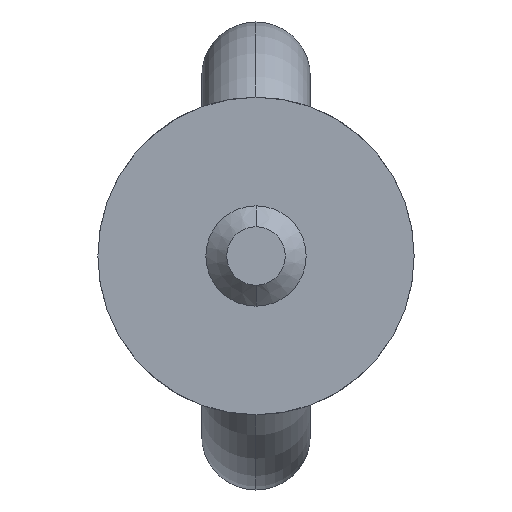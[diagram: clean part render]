
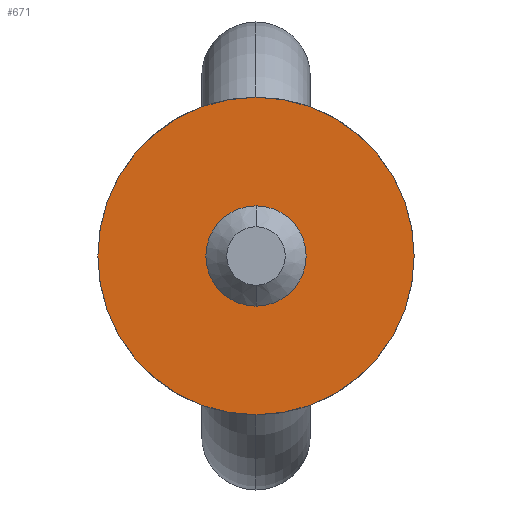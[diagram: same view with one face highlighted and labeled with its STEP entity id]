
A CAD part, front view. The second image highlights one B-rep face of the part: STEP entity #671.
In plain terms, the highlighted planar face has unit normal (0, -1, 0).
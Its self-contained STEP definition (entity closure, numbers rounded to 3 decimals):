
#671=ADVANCED_FACE('',(#1354,#1355),#1356,.T.);
#1354=FACE_OUTER_BOUND('',#3492,.T.);
#1355=FACE_BOUND('',#3493,.T.);
#1356=PLANE('',#3494);
#3492=EDGE_LOOP('',(#5472,#5473,#5474,#5475));
#3493=EDGE_LOOP('',(#5476,#5477));
#3494=AXIS2_PLACEMENT_3D('',#5478,#5479,#5480);
#5472=ORIENTED_EDGE('',*,*,#6380,.T.);
#5473=ORIENTED_EDGE('',*,*,#6391,.T.);
#5474=ORIENTED_EDGE('',*,*,#6372,.T.);
#5475=ORIENTED_EDGE('',*,*,#6397,.T.);
#5476=ORIENTED_EDGE('',*,*,#6353,.T.);
#5477=ORIENTED_EDGE('',*,*,#6405,.T.);
#5478=CARTESIAN_POINT('',(-25.0,-43.25,0.0));
#5479=DIRECTION('',(0.0,-1.0,0.0));
#5480=DIRECTION('',(0.0,0.0,-1.0));
#6353=EDGE_CURVE('',#7475,#7479,#7481,.T.);
#6372=EDGE_CURVE('',#7510,#7507,#7511,.T.);
#6380=EDGE_CURVE('',#7525,#7522,#7526,.T.);
#6391=EDGE_CURVE('',#7522,#7510,#7544,.T.);
#6397=EDGE_CURVE('',#7507,#7525,#7553,.T.);
#6405=EDGE_CURVE('',#7479,#7475,#7565,.T.);
#7475=VERTEX_POINT('',#10694);
#7479=VERTEX_POINT('',#10698);
#7481=CIRCLE('',#10700,5.7);
#7507=VERTEX_POINT('',#10734);
#7510=VERTEX_POINT('',#10738);
#7511=CIRCLE('',#10739,18.921);
#7522=VERTEX_POINT('',#10812);
#7525=VERTEX_POINT('',#10816);
#7526=CIRCLE('',#10817,18.921);
#7544=CIRCLE('',#10952,18.921);
#7553=CIRCLE('',#11016,18.921);
#7565=CIRCLE('',#11064,5.7);
#10694=CARTESIAN_POINT('',(0.0,-43.25,5.7));
#10698=CARTESIAN_POINT('',(0.,-43.25,-5.7));
#10700=AXIS2_PLACEMENT_3D('',#12201,#12202,#12203);
#10734=CARTESIAN_POINT('',(0.,-43.25,19.0));
#10738=CARTESIAN_POINT('',(18.921,-43.25,0.0));
#10739=AXIS2_PLACEMENT_3D('',#12225,#12226,#12227);
#10812=CARTESIAN_POINT('',(0.,-43.25,-19.0));
#10816=CARTESIAN_POINT('',(-18.921,-43.25,0.0));
#10817=AXIS2_PLACEMENT_3D('',#12237,#12238,#12239);
#10952=AXIS2_PLACEMENT_3D('',#12255,#12256,#12257);
#11016=AXIS2_PLACEMENT_3D('',#12265,#12266,#12267);
#11064=AXIS2_PLACEMENT_3D('',#12271,#12272,#12273);
#12201=CARTESIAN_POINT('',(0.0,-43.25,0.0));
#12202=DIRECTION('',(0.0,1.0,0.0));
#12203=DIRECTION('',(0.0,0.0,1.0));
#12225=CARTESIAN_POINT('',(0.0,-43.25,0.079));
#12226=DIRECTION('',(0.0,-1.0,0.0));
#12227=DIRECTION('',(0.0,0.0,1.0));
#12237=CARTESIAN_POINT('',(0.0,-43.25,-0.079));
#12238=DIRECTION('',(0.0,-1.0,0.0));
#12239=DIRECTION('',(0.0,0.0,-1.0));
#12255=CARTESIAN_POINT('',(0.0,-43.25,-0.079));
#12256=DIRECTION('',(0.0,-1.0,0.0));
#12257=DIRECTION('',(0.0,0.0,-1.0));
#12265=CARTESIAN_POINT('',(0.0,-43.25,0.079));
#12266=DIRECTION('',(0.0,-1.0,0.0));
#12267=DIRECTION('',(0.0,0.0,1.0));
#12271=CARTESIAN_POINT('',(0.0,-43.25,0.0));
#12272=DIRECTION('',(0.0,1.0,0.0));
#12273=DIRECTION('',(0.0,0.0,1.0));
